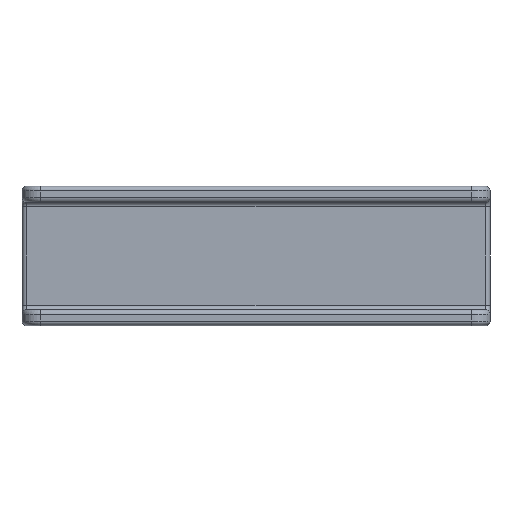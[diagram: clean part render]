
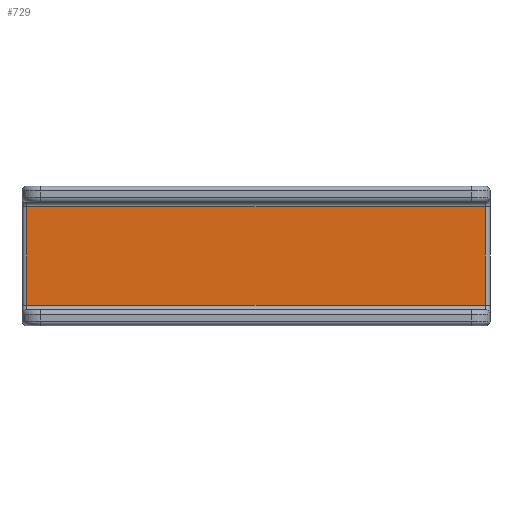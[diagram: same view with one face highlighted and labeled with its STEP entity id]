
A CAD part, left-side view. The second image highlights one B-rep face of the part: STEP entity #729.
In plain terms, the highlighted planar face has unit normal (-1, 0, 0).
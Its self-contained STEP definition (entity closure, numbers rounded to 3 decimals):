
#23=PLANE('',#836);
#29=LINE('',#1178,#77);
#38=LINE('',#1227,#86);
#40=LINE('',#1230,#88);
#47=LINE('',#1259,#95);
#77=VECTOR('',#912,10.);
#86=VECTOR('',#969,10.);
#88=VECTOR('',#973,10.);
#95=VECTOR('',#1008,10.);
#173=FACE_OUTER_BOUND('',#223,.T.);
#223=EDGE_LOOP('',(#583,#584,#585,#586));
#309=VERTEX_POINT('',#1160);
#313=VERTEX_POINT('',#1169);
#326=VERTEX_POINT('',#1209);
#331=VERTEX_POINT('',#1220);
#377=EDGE_CURVE('',#313,#309,#29,.T.);
#402=EDGE_CURVE('',#326,#331,#38,.T.);
#404=EDGE_CURVE('',#331,#313,#40,.T.);
#419=EDGE_CURVE('',#309,#326,#47,.T.);
#583=ORIENTED_EDGE('',*,*,#402,.F.);
#584=ORIENTED_EDGE('',*,*,#419,.F.);
#585=ORIENTED_EDGE('',*,*,#377,.F.);
#586=ORIENTED_EDGE('',*,*,#404,.F.);
#729=ADVANCED_FACE('',(#173),#23,.T.);
#836=AXIS2_PLACEMENT_3D('',#1285,#1035,#1036);
#912=DIRECTION('',(0.,-1.,0.));
#969=DIRECTION('',(0.,1.,0.));
#973=DIRECTION('',(0.,0.,1.));
#1008=DIRECTION('',(0.,0.,-1.));
#1035=DIRECTION('center_axis',(-1.,0.,0.));
#1036=DIRECTION('ref_axis',(0.,0.,1.));
#1160=CARTESIAN_POINT('',(-1.2,0.5,-2.2));
#1169=CARTESIAN_POINT('',(-1.2,49.5,-2.2));
#1178=CARTESIAN_POINT('',(-1.2,0.,-2.2));
#1209=CARTESIAN_POINT('',(-1.2,0.5,-12.7));
#1220=CARTESIAN_POINT('',(-1.2,49.5,-12.7));
#1227=CARTESIAN_POINT('',(-1.2,0.,-12.7));
#1230=CARTESIAN_POINT('',(-1.2,49.5,-10.325));
#1259=CARTESIAN_POINT('',(-1.2,0.5,-10.325));
#1285=CARTESIAN_POINT('Origin',(-1.2,0.,-13.2));
